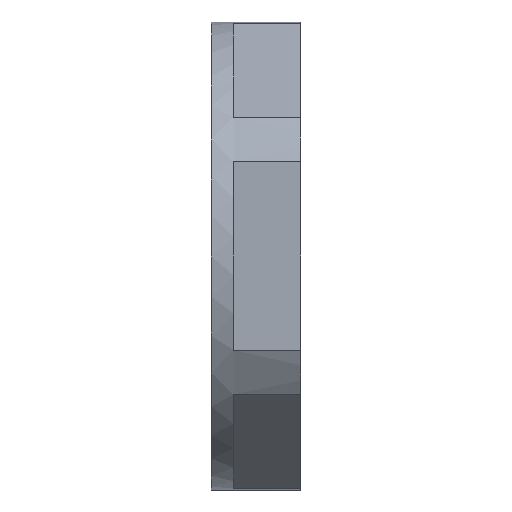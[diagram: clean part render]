
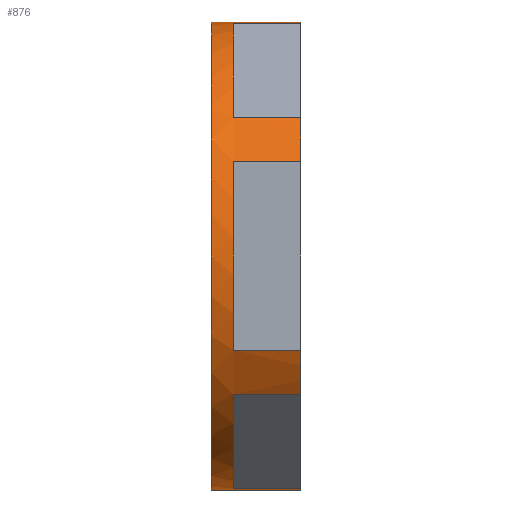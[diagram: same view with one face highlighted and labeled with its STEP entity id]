
A CAD part, left-side view. The second image highlights one B-rep face of the part: STEP entity #876.
In plain terms, the highlighted cylindrical face has radius 13.05 mm (diameter 26.1 mm), a partial arc.
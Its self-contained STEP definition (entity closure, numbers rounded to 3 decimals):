
#637 = CARTESIAN_POINT ( 'NONE',  ( 0., -17.289, 0. ) ) ;
#651 = DIRECTION ( 'NONE',  ( 0., 0., 1. ) ) ;
#688 = DIRECTION ( 'NONE',  ( 0., 1., 0. ) ) ;
#691 = CARTESIAN_POINT ( 'NONE',  ( -10.516, -13.539, -7.727 ) ) ;
#696 = CARTESIAN_POINT ( 'NONE',  ( -1.434, -13.539, 12.971 ) ) ;
#701 = CARTESIAN_POINT ( 'NONE',  ( -11.95, -17.289, -5.244 ) ) ;
#705 = CARTESIAN_POINT ( 'NONE',  ( -11.95, -13.539, 5.244 ) ) ;
#706 = CARTESIAN_POINT ( 'NONE',  ( -1.434, -17.289, 12.971 ) ) ;
#709 = CARTESIAN_POINT ( 'NONE',  ( -1.434, -17.289, -12.971 ) ) ;
#716 = CARTESIAN_POINT ( 'NONE',  ( -10.516, -13.539, 7.727 ) ) ;
#717 = CARTESIAN_POINT ( 'NONE',  ( 0., -12.289, -13.05 ) ) ;
#719 = CARTESIAN_POINT ( 'NONE',  ( -10.516, -17.289, 7.727 ) ) ;
#720 = CARTESIAN_POINT ( 'NONE',  ( 0., -17.289, -13.05 ) ) ;
#722 = CARTESIAN_POINT ( 'NONE',  ( -11.95, -13.539, -5.244 ) ) ;
#723 = CARTESIAN_POINT ( 'NONE',  ( 0., -12.289, 13.05 ) ) ;
#735 = CARTESIAN_POINT ( 'NONE',  ( 0., -17.289, 13.05 ) ) ;
#742 = CARTESIAN_POINT ( 'NONE',  ( -10.516, -17.289, -7.727 ) ) ;
#745 = CARTESIAN_POINT ( 'NONE',  ( -1.434, -13.539, -12.971 ) ) ;
#747 = CARTESIAN_POINT ( 'NONE',  ( -11.95, -17.289, 5.244 ) ) ;
#812 = EDGE_CURVE ( 'NONE', #1344, #1340, #1609, .T. ) ;
#846 = EDGE_CURVE ( 'NONE', #1339, #1346, #2206, .T. ) ;
#847 = EDGE_CURVE ( 'NONE', #1328, #1339, #1879, .T. ) ;
#848 = EDGE_CURVE ( 'NONE', #1377, #1369, #1845, .T. ) ;
#850 = EDGE_CURVE ( 'NONE', #1380, #1340, #2201, .T. ) ;
#855 = EDGE_CURVE ( 'NONE', #1361, #1380, #1918, .T. ) ;
#857 = EDGE_CURVE ( 'NONE', #1349, #1354, #2174, .T. ) ;
#859 = EDGE_CURVE ( 'NONE', #1344, #1324, #2182, .T. ) ;
#861 = EDGE_CURVE ( 'NONE', #1324, #1325, #1891, .T. ) ;
#864 = EDGE_CURVE ( 'NONE', #1354, #1363, #1919, .T. ) ;
#865 = EDGE_CURVE ( 'NONE', #1343, #1361, #2215, .T. ) ;
#866 = EDGE_CURVE ( 'NONE', #1325, #1328, #2213, .T. ) ;
#867 = EDGE_CURVE ( 'NONE', #1369, #1333, #2188, .T. ) ;
#872 = EDGE_CURVE ( 'NONE', #1333, #1343, #1957, .T. ) ;
#876 = ADVANCED_FACE ( 'NONE', ( #1938 ), #1971, .T. ) ;
#898 = EDGE_CURVE ( 'NONE', #1346, #1349, #1174, .T. ) ;
#903 = EDGE_CURVE ( 'NONE', #1363, #1377, #2254, .T. ) ;
#1146 = CARTESIAN_POINT ( 'NONE',  ( -11.95, -0.686, -5.244 ) ) ;
#1159 = DIRECTION ( 'NONE',  ( 0., 1., 0. ) ) ;
#1174 = LINE ( 'NONE', #1146, #2241 ) ;
#1324 = VERTEX_POINT ( 'NONE', #709 ) ;
#1325 = VERTEX_POINT ( 'NONE', #745 ) ;
#1328 = VERTEX_POINT ( 'NONE', #691 ) ;
#1333 = VERTEX_POINT ( 'NONE', #696 ) ;
#1339 = VERTEX_POINT ( 'NONE', #742 ) ;
#1340 = VERTEX_POINT ( 'NONE', #717 ) ;
#1343 = VERTEX_POINT ( 'NONE', #706 ) ;
#1344 = VERTEX_POINT ( 'NONE', #720 ) ;
#1346 = VERTEX_POINT ( 'NONE', #701 ) ;
#1349 = VERTEX_POINT ( 'NONE', #722 ) ;
#1354 = VERTEX_POINT ( 'NONE', #705 ) ;
#1361 = VERTEX_POINT ( 'NONE', #735 ) ;
#1363 = VERTEX_POINT ( 'NONE', #747 ) ;
#1369 = VERTEX_POINT ( 'NONE', #716 ) ;
#1371 = EDGE_LOOP ( 'NONE', ( #1559, #1551, #1550, #1524, #1546, #1519, #1529, #1543, #1547, #1566, #1544, #1569, #1480, #1526, #1574, #1530 ) ) ;
#1377 = VERTEX_POINT ( 'NONE', #719 ) ;
#1380 = VERTEX_POINT ( 'NONE', #723 ) ;
#1480 = ORIENTED_EDGE ( 'NONE', *, *, #872, .T. ) ;
#1519 = ORIENTED_EDGE ( 'NONE', *, *, #846, .T. ) ;
#1524 = ORIENTED_EDGE ( 'NONE', *, *, #866, .T. ) ;
#1526 = ORIENTED_EDGE ( 'NONE', *, *, #865, .T. ) ;
#1529 = ORIENTED_EDGE ( 'NONE', *, *, #898, .T. ) ;
#1530 = ORIENTED_EDGE ( 'NONE', *, *, #850, .T. ) ;
#1543 = ORIENTED_EDGE ( 'NONE', *, *, #857, .T. ) ;
#1544 = ORIENTED_EDGE ( 'NONE', *, *, #848, .T. ) ;
#1546 = ORIENTED_EDGE ( 'NONE', *, *, #847, .T. ) ;
#1547 = ORIENTED_EDGE ( 'NONE', *, *, #864, .T. ) ;
#1550 = ORIENTED_EDGE ( 'NONE', *, *, #861, .T. ) ;
#1551 = ORIENTED_EDGE ( 'NONE', *, *, #859, .T. ) ;
#1559 = ORIENTED_EDGE ( 'NONE', *, *, #812, .F. ) ;
#1566 = ORIENTED_EDGE ( 'NONE', *, *, #903, .T. ) ;
#1569 = ORIENTED_EDGE ( 'NONE', *, *, #867, .T. ) ;
#1574 = ORIENTED_EDGE ( 'NONE', *, *, #855, .T. ) ;
#1593 = DIRECTION ( 'NONE',  ( 0., 1., 0. ) ) ;
#1609 = LINE ( 'NONE', #1612, #2160 ) ;
#1612 = CARTESIAN_POINT ( 'NONE',  ( 0., -0.686, -13.05 ) ) ;
#1834 = DIRECTION ( 'NONE',  ( 0., 0., 1. ) ) ;
#1837 = CARTESIAN_POINT ( 'NONE',  ( -10.516, -0.686, 7.727 ) ) ;
#1840 = DIRECTION ( 'NONE',  ( 0., 1., 0. ) ) ;
#1845 = LINE ( 'NONE', #1837, #2220 ) ;
#1854 = DIRECTION ( 'NONE',  ( 0., 1., 0. ) ) ;
#1855 = DIRECTION ( 'NONE',  ( 0., 0., 1. ) ) ;
#1856 = DIRECTION ( 'NONE',  ( 0., -1., 0. ) ) ;
#1858 = CARTESIAN_POINT ( 'NONE',  ( 0., -12.289, 0. ) ) ;
#1860 = CARTESIAN_POINT ( 'NONE',  ( -10.516, -0.686, -7.727 ) ) ;
#1871 = CARTESIAN_POINT ( 'NONE',  ( 0., -17.289, 0. ) ) ;
#1874 = DIRECTION ( 'NONE',  ( 0., -1., 0. ) ) ;
#1879 = LINE ( 'NONE', #1860, #2208 ) ;
#1886 = DIRECTION ( 'NONE',  ( 0., 1., 0. ) ) ;
#1888 = DIRECTION ( 'NONE',  ( 0., 1., 0. ) ) ;
#1891 = LINE ( 'NONE', #1916, #2179 ) ;
#1892 = CARTESIAN_POINT ( 'NONE',  ( 0., -13.539, 0. ) ) ;
#1893 = DIRECTION ( 'NONE',  ( 0., 0., 1. ) ) ;
#1899 = CARTESIAN_POINT ( 'NONE',  ( 0., -17.289, 0. ) ) ;
#1900 = DIRECTION ( 'NONE',  ( 0., 0., 1. ) ) ;
#1901 = CARTESIAN_POINT ( 'NONE',  ( 0., -0.686, 13.05 ) ) ;
#1902 = DIRECTION ( 'NONE',  ( 0., 1., 0. ) ) ;
#1903 = DIRECTION ( 'NONE',  ( 0., 1., 0. ) ) ;
#1906 = DIRECTION ( 'NONE',  ( 0., 0., 1. ) ) ;
#1909 = DIRECTION ( 'NONE',  ( 0., -1., 0. ) ) ;
#1913 = DIRECTION ( 'NONE',  ( 0., 0., 1. ) ) ;
#1916 = CARTESIAN_POINT ( 'NONE',  ( -1.434, -0.686, -12.971 ) ) ;
#1918 = LINE ( 'NONE', #1901, #2221 ) ;
#1919 = LINE ( 'NONE', #1929, #2212 ) ;
#1920 = DIRECTION ( 'NONE',  ( 0., 1., 0. ) ) ;
#1921 = DIRECTION ( 'NONE',  ( 0., 1., 0. ) ) ;
#1924 = CARTESIAN_POINT ( 'NONE',  ( 0., -13.539, 0. ) ) ;
#1925 = CARTESIAN_POINT ( 'NONE',  ( 0., -17.289, 0. ) ) ;
#1929 = CARTESIAN_POINT ( 'NONE',  ( -11.95, -0.686, 5.244 ) ) ;
#1938 = FACE_OUTER_BOUND ( 'NONE', #1371, .T. ) ;
#1949 = DIRECTION ( 'NONE',  ( 0., 1., 0. ) ) ;
#1951 = DIRECTION ( 'NONE',  ( 0., 0., 1. ) ) ;
#1955 = CARTESIAN_POINT ( 'NONE',  ( -1.434, -0.686, 12.971 ) ) ;
#1956 = DIRECTION ( 'NONE',  ( 0., -1., 0. ) ) ;
#1957 = LINE ( 'NONE', #1955, #2175 ) ;
#1965 = DIRECTION ( 'NONE',  ( 0., 1., 0. ) ) ;
#1967 = CARTESIAN_POINT ( 'NONE',  ( 0., -13.539, 0. ) ) ;
#1971 = CYLINDRICAL_SURFACE ( 'NONE', #2199, 13.05 ) ;
#1972 = CARTESIAN_POINT ( 'NONE',  ( 0., -0.686, 0. ) ) ;
#1980 = DIRECTION ( 'NONE',  ( 0., 0., 1. ) ) ;
#2160 = VECTOR ( 'NONE', #1593, 1000. ) ;
#2174 = CIRCLE ( 'NONE', #2189, 13.05 ) ;
#2175 = VECTOR ( 'NONE', #1956, 1000. ) ;
#2179 = VECTOR ( 'NONE', #1886, 1000. ) ;
#2182 = CIRCLE ( 'NONE', #2202, 13.05 ) ;
#2185 = AXIS2_PLACEMENT_3D ( 'NONE', #1899, #1921, #1900 ) ;
#2188 = CIRCLE ( 'NONE', #2191, 13.05 ) ;
#2189 = AXIS2_PLACEMENT_3D ( 'NONE', #1924, #1888, #1906 ) ;
#2191 = AXIS2_PLACEMENT_3D ( 'NONE', #1967, #1965, #1951 ) ;
#2196 = AXIS2_PLACEMENT_3D ( 'NONE', #1871, #1854, #1855 ) ;
#2199 = AXIS2_PLACEMENT_3D ( 'NONE', #1972, #1949, #1980 ) ;
#2201 = CIRCLE ( 'NONE', #2218, 13.05 ) ;
#2202 = AXIS2_PLACEMENT_3D ( 'NONE', #1925, #1902, #1913 ) ;
#2206 = CIRCLE ( 'NONE', #2196, 13.05 ) ;
#2208 = VECTOR ( 'NONE', #1874, 1000. ) ;
#2212 = VECTOR ( 'NONE', #1909, 1000. ) ;
#2213 = CIRCLE ( 'NONE', #2216, 13.05 ) ;
#2215 = CIRCLE ( 'NONE', #2185, 13.05 ) ;
#2216 = AXIS2_PLACEMENT_3D ( 'NONE', #1892, #1920, #1893 ) ;
#2218 = AXIS2_PLACEMENT_3D ( 'NONE', #1858, #1856, #1834 ) ;
#2220 = VECTOR ( 'NONE', #1840, 1000. ) ;
#2221 = VECTOR ( 'NONE', #1903, 1000. ) ;
#2241 = VECTOR ( 'NONE', #1159, 1000. ) ;
#2254 = CIRCLE ( 'NONE', #2257, 13.05 ) ;
#2257 = AXIS2_PLACEMENT_3D ( 'NONE', #637, #688, #651 ) ;
